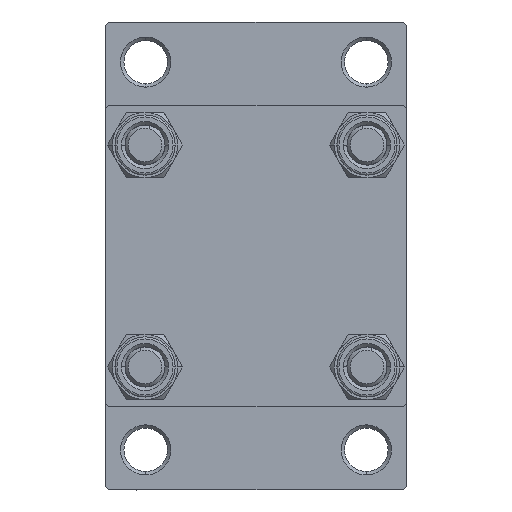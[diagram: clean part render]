
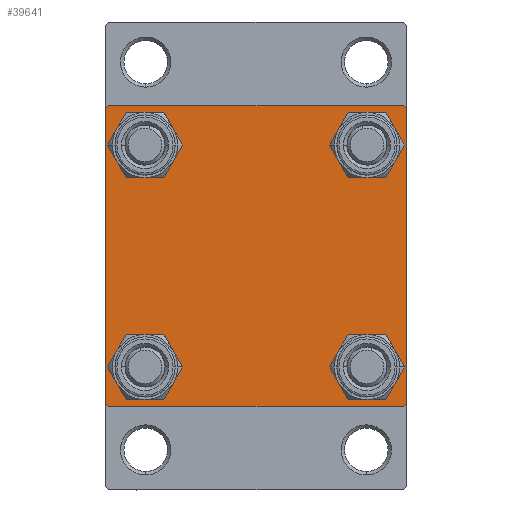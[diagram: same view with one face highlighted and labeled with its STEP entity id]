
A CAD part, left-side view. The second image highlights one B-rep face of the part: STEP entity #39641.
In plain terms, the highlighted planar face has unit normal (-1, 0, 0).
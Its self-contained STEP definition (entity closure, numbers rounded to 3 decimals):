
#1 = CARTESIAN_POINT ( 'NONE',  ( 0., 16.6, 16.6 ) ) ;
#102 = DIRECTION ( 'NONE',  ( 0., 0., 1. ) ) ;
#413 = LINE ( 'NONE', #18884, #34747 ) ;
#426 = LINE ( 'NONE', #26282, #41773 ) ;
#1284 = FACE_BOUND ( 'NONE', #35507, .T. ) ;
#1336 = EDGE_CURVE ( 'NONE', #45925, #17697, #11265, .T. ) ;
#1476 = VERTEX_POINT ( 'NONE', #17232 ) ;
#1918 = DIRECTION ( 'NONE',  ( 0., -1., 0. ) ) ;
#2419 = ORIENTED_EDGE ( 'NONE', *, *, #20538, .T. ) ;
#3568 = AXIS2_PLACEMENT_3D ( 'NONE', #5471, #20241, #24652 ) ;
#3613 = DIRECTION ( 'NONE',  ( 0., -0.707, -0.707 ) ) ;
#3785 = CARTESIAN_POINT ( 'NONE',  ( 0., -16.6, -16.6 ) ) ;
#4036 = CARTESIAN_POINT ( 'NONE',  ( 0., 16.6, -20.1 ) ) ;
#4525 = VECTOR ( 'NONE', #1918, 1000. ) ;
#4642 = ORIENTED_EDGE ( 'NONE', *, *, #27755, .T. ) ;
#4695 = VERTEX_POINT ( 'NONE', #47429 ) ;
#4936 = EDGE_CURVE ( 'NONE', #32728, #32171, #5880, .T. ) ;
#5471 = CARTESIAN_POINT ( 'NONE',  ( 0., 0., 0. ) ) ;
#5673 = ORIENTED_EDGE ( 'NONE', *, *, #40848, .T. ) ;
#5804 = ORIENTED_EDGE ( 'NONE', *, *, #22725, .T. ) ;
#5836 = CARTESIAN_POINT ( 'NONE',  ( 0., 16.6, 13.1 ) ) ;
#5880 = CIRCLE ( 'NONE', #44376, 3.5 ) ;
#6049 = EDGE_CURVE ( 'NONE', #25426, #1476, #27157, .T. ) ;
#6269 = DIRECTION ( 'NONE',  ( 1., 0., 0. ) ) ;
#6346 = CARTESIAN_POINT ( 'NONE',  ( 0., 22.5, 22.5 ) ) ;
#6568 = DIRECTION ( 'NONE',  ( 0., 0., 1. ) ) ;
#6814 = CARTESIAN_POINT ( 'NONE',  ( 0., 16.6, -13.1 ) ) ;
#6816 = CIRCLE ( 'NONE', #33518, 3.5 ) ;
#7116 = VERTEX_POINT ( 'NONE', #28327 ) ;
#7313 = EDGE_CURVE ( 'NONE', #32171, #32728, #44492, .T. ) ;
#7363 = DIRECTION ( 'NONE',  ( 0., 0., -1. ) ) ;
#7563 = AXIS2_PLACEMENT_3D ( 'NONE', #37643, #38379, #11795 ) ;
#7896 = CARTESIAN_POINT ( 'NONE',  ( 0., -22.5, 22. ) ) ;
#8712 = EDGE_CURVE ( 'NONE', #40323, #24737, #6816, .T. ) ;
#8919 = FACE_BOUND ( 'NONE', #26503, .T. ) ;
#9065 = VERTEX_POINT ( 'NONE', #29824 ) ;
#9430 = CARTESIAN_POINT ( 'NONE',  ( 0., -22., 22.5 ) ) ;
#9736 = VERTEX_POINT ( 'NONE', #44374 ) ;
#10427 = ORIENTED_EDGE ( 'NONE', *, *, #8712, .T. ) ;
#10651 = AXIS2_PLACEMENT_3D ( 'NONE', #1, #34226, #18960 ) ;
#10900 = ORIENTED_EDGE ( 'NONE', *, *, #43604, .F. ) ;
#11265 = CIRCLE ( 'NONE', #37972, 3.5 ) ;
#11404 = ORIENTED_EDGE ( 'NONE', *, *, #7313, .T. ) ;
#11795 = DIRECTION ( 'NONE',  ( 0., 0., 1. ) ) ;
#12094 = CARTESIAN_POINT ( 'NONE',  ( 0., 16.6, 20.1 ) ) ;
#13255 = CARTESIAN_POINT ( 'NONE',  ( 0., 22., 22.5 ) ) ;
#13946 = ORIENTED_EDGE ( 'NONE', *, *, #1336, .T. ) ;
#14319 = VECTOR ( 'NONE', #19575, 1000. ) ;
#15164 = EDGE_LOOP ( 'NONE', ( #13946, #5673 ) ) ;
#15446 = CIRCLE ( 'NONE', #24859, 3.5 ) ;
#16231 = CARTESIAN_POINT ( 'NONE',  ( 0., -22.25, -22.25 ) ) ;
#16310 = FACE_BOUND ( 'NONE', #22055, .T. ) ;
#16787 = PLANE ( 'NONE',  #3568 ) ;
#17102 = CARTESIAN_POINT ( 'NONE',  ( 0., 16.6, -16.6 ) ) ;
#17232 = CARTESIAN_POINT ( 'NONE',  ( 0., 22.5, 22. ) ) ;
#17336 = DIRECTION ( 'NONE',  ( 0., 0., 1. ) ) ;
#17697 = VERTEX_POINT ( 'NONE', #5836 ) ;
#17885 = DIRECTION ( 'NONE',  ( 1., 0., 0. ) ) ;
#18097 = CARTESIAN_POINT ( 'NONE',  ( 0., -16.6, -20.1 ) ) ;
#18434 = CARTESIAN_POINT ( 'NONE',  ( 0., -22.5, 22.5 ) ) ;
#18789 = DIRECTION ( 'NONE',  ( 1., 0., 0. ) ) ;
#18884 = CARTESIAN_POINT ( 'NONE',  ( 0., 22.5, 22.5 ) ) ;
#18960 = DIRECTION ( 'NONE',  ( 0., 0., 1. ) ) ;
#19127 = EDGE_CURVE ( 'NONE', #48708, #4695, #43161, .T. ) ;
#19575 = DIRECTION ( 'NONE',  ( 0., -1., 0. ) ) ;
#19717 = DIRECTION ( 'NONE',  ( 1., 0., 0. ) ) ;
#20241 = DIRECTION ( 'NONE',  ( -1., 0., 0. ) ) ;
#20263 = CARTESIAN_POINT ( 'NONE',  ( 0., 22.25, 22.25 ) ) ;
#20538 = EDGE_CURVE ( 'NONE', #45633, #7116, #31231, .T. ) ;
#21861 = DIRECTION ( 'NONE',  ( 0., 0.707, 0.707 ) ) ;
#21936 = AXIS2_PLACEMENT_3D ( 'NONE', #3785, #18789, #33801 ) ;
#22055 = EDGE_LOOP ( 'NONE', ( #42537, #10427 ) ) ;
#22119 = LINE ( 'NONE', #18434, #40660 ) ;
#22725 = EDGE_CURVE ( 'NONE', #40823, #39392, #426, .T. ) ;
#22943 = ORIENTED_EDGE ( 'NONE', *, *, #29274, .T. ) ;
#23053 = DIRECTION ( 'NONE',  ( 0., 0., -1. ) ) ;
#23841 = DIRECTION ( 'NONE',  ( 0., -0.707, 0.707 ) ) ;
#23997 = VECTOR ( 'NONE', #31570, 1000. ) ;
#24328 = LINE ( 'NONE', #6346, #4525 ) ;
#24359 = ORIENTED_EDGE ( 'NONE', *, *, #4936, .T. ) ;
#24652 = DIRECTION ( 'NONE',  ( 0., 0., 1. ) ) ;
#24737 = VERTEX_POINT ( 'NONE', #47039 ) ;
#24859 = AXIS2_PLACEMENT_3D ( 'NONE', #33138, #17885, #6568 ) ;
#24958 = EDGE_LOOP ( 'NONE', ( #4642, #30818, #22943, #2419, #41744, #5804, #10900, #39666 ) ) ;
#25024 = DIRECTION ( 'NONE',  ( 1., 0., 0. ) ) ;
#25426 = VERTEX_POINT ( 'NONE', #13255 ) ;
#26035 = VECTOR ( 'NONE', #23841, 1000. ) ;
#26215 = VECTOR ( 'NONE', #3613, 1000. ) ;
#26237 = CARTESIAN_POINT ( 'NONE',  ( 0., 22.25, -22.25 ) ) ;
#26282 = CARTESIAN_POINT ( 'NONE',  ( 0., -22.25, 22.25 ) ) ;
#26449 = DIRECTION ( 'NONE',  ( 1., 0., 0. ) ) ;
#26503 = EDGE_LOOP ( 'NONE', ( #38510, #44773 ) ) ;
#26692 = CARTESIAN_POINT ( 'NONE',  ( 0., -16.6, 16.6 ) ) ;
#27157 = LINE ( 'NONE', #20263, #23997 ) ;
#27406 = CARTESIAN_POINT ( 'NONE',  ( 0., -22., -22.5 ) ) ;
#27755 = EDGE_CURVE ( 'NONE', #1476, #9065, #413, .T. ) ;
#28327 = CARTESIAN_POINT ( 'NONE',  ( 0., -22.5, -22. ) ) ;
#29040 = EDGE_CURVE ( 'NONE', #4695, #48708, #41839, .T. ) ;
#29274 = EDGE_CURVE ( 'NONE', #9736, #45633, #43206, .T. ) ;
#29824 = CARTESIAN_POINT ( 'NONE',  ( 0., 22.5, -22. ) ) ;
#30818 = ORIENTED_EDGE ( 'NONE', *, *, #32211, .T. ) ;
#30823 = CARTESIAN_POINT ( 'NONE',  ( 0., -16.6, 13.1 ) ) ;
#31231 = LINE ( 'NONE', #16231, #26035 ) ;
#31276 = CARTESIAN_POINT ( 'NONE',  ( 0., 16.6, 16.6 ) ) ;
#31313 = FACE_OUTER_BOUND ( 'NONE', #24958, .T. ) ;
#31570 = DIRECTION ( 'NONE',  ( 0., 0.707, -0.707 ) ) ;
#32171 = VERTEX_POINT ( 'NONE', #6814 ) ;
#32211 = EDGE_CURVE ( 'NONE', #9065, #9736, #37076, .T. ) ;
#32728 = VERTEX_POINT ( 'NONE', #4036 ) ;
#32895 = DIRECTION ( 'NONE',  ( 0., 0., 1. ) ) ;
#33138 = CARTESIAN_POINT ( 'NONE',  ( 0., -16.6, 16.6 ) ) ;
#33518 = AXIS2_PLACEMENT_3D ( 'NONE', #26692, #26449, #102 ) ;
#33801 = DIRECTION ( 'NONE',  ( 0., 0., 1. ) ) ;
#34226 = DIRECTION ( 'NONE',  ( 1., 0., 0. ) ) ;
#34585 = CARTESIAN_POINT ( 'NONE',  ( 0., 22.5, -22.5 ) ) ;
#34747 = VECTOR ( 'NONE', #23053, 1000. ) ;
#35507 = EDGE_LOOP ( 'NONE', ( #11404, #24359 ) ) ;
#37076 = LINE ( 'NONE', #26237, #26215 ) ;
#37643 = CARTESIAN_POINT ( 'NONE',  ( 0., 16.6, -16.6 ) ) ;
#37972 = AXIS2_PLACEMENT_3D ( 'NONE', #31276, #19717, #42120 ) ;
#38379 = DIRECTION ( 'NONE',  ( 1., 0., 0. ) ) ;
#38510 = ORIENTED_EDGE ( 'NONE', *, *, #29040, .T. ) ;
#39392 = VERTEX_POINT ( 'NONE', #9430 ) ;
#39470 = AXIS2_PLACEMENT_3D ( 'NONE', #47195, #25024, #32895 ) ;
#39641 = ADVANCED_FACE ( 'NONE', ( #16310, #8919, #1284, #43135, #31313 ), #16787, .T. ) ;
#39666 = ORIENTED_EDGE ( 'NONE', *, *, #6049, .T. ) ;
#39755 = CIRCLE ( 'NONE', #10651, 3.5 ) ;
#40323 = VERTEX_POINT ( 'NONE', #30823 ) ;
#40660 = VECTOR ( 'NONE', #7363, 1000. ) ;
#40823 = VERTEX_POINT ( 'NONE', #7896 ) ;
#40848 = EDGE_CURVE ( 'NONE', #17697, #45925, #39755, .T. ) ;
#41372 = EDGE_CURVE ( 'NONE', #24737, #40323, #15446, .T. ) ;
#41744 = ORIENTED_EDGE ( 'NONE', *, *, #43334, .F. ) ;
#41773 = VECTOR ( 'NONE', #21861, 1000. ) ;
#41839 = CIRCLE ( 'NONE', #39470, 3.5 ) ;
#42120 = DIRECTION ( 'NONE',  ( 0., 0., 1. ) ) ;
#42537 = ORIENTED_EDGE ( 'NONE', *, *, #41372, .T. ) ;
#43135 = FACE_BOUND ( 'NONE', #15164, .T. ) ;
#43161 = CIRCLE ( 'NONE', #21936, 3.5 ) ;
#43206 = LINE ( 'NONE', #34585, #14319 ) ;
#43334 = EDGE_CURVE ( 'NONE', #40823, #7116, #22119, .T. ) ;
#43604 = EDGE_CURVE ( 'NONE', #25426, #39392, #24328, .T. ) ;
#44374 = CARTESIAN_POINT ( 'NONE',  ( 0., 22., -22.5 ) ) ;
#44376 = AXIS2_PLACEMENT_3D ( 'NONE', #17102, #6269, #17336 ) ;
#44492 = CIRCLE ( 'NONE', #7563, 3.5 ) ;
#44773 = ORIENTED_EDGE ( 'NONE', *, *, #19127, .T. ) ;
#45633 = VERTEX_POINT ( 'NONE', #27406 ) ;
#45925 = VERTEX_POINT ( 'NONE', #12094 ) ;
#47039 = CARTESIAN_POINT ( 'NONE',  ( 0., -16.6, 20.1 ) ) ;
#47195 = CARTESIAN_POINT ( 'NONE',  ( 0., -16.6, -16.6 ) ) ;
#47429 = CARTESIAN_POINT ( 'NONE',  ( 0., -16.6, -13.1 ) ) ;
#48708 = VERTEX_POINT ( 'NONE', #18097 ) ;
